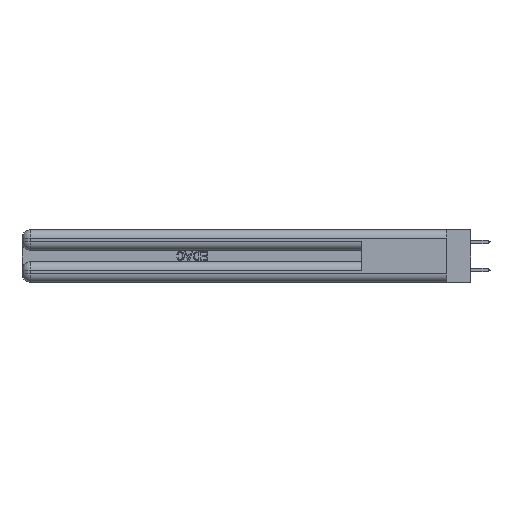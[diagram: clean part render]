
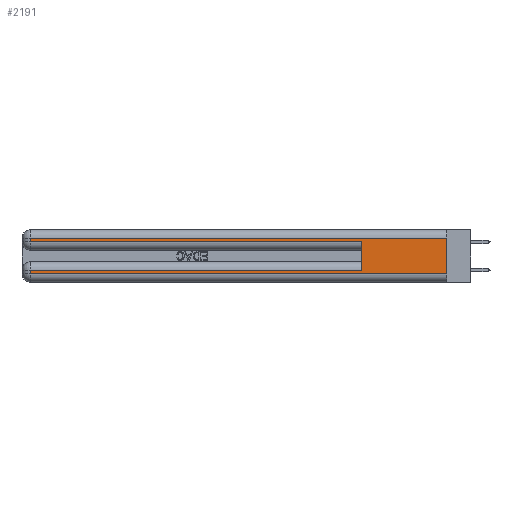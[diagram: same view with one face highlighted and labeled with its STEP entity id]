
A CAD part, left-side view. The second image highlights one B-rep face of the part: STEP entity #2191.
In plain terms, the highlighted planar face has unit normal (-1, 0, 0).
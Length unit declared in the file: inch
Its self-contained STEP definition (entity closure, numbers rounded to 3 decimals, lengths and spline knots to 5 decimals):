
#13 = VECTOR ( 'NONE', #46953, 39.37008 ) ;
#86 = EDGE_CURVE ( 'NONE', #9052, #26515, #12114, .T. ) ;
#804 = DIRECTION ( 'NONE',  ( 0., 0., -1. ) ) ;
#1338 = VERTEX_POINT ( 'NONE', #35487 ) ;
#1507 = CARTESIAN_POINT ( 'NONE',  ( 0., 0., 0.06 ) ) ;
#2013 = DIRECTION ( 'NONE',  ( 0., -1., 0. ) ) ;
#2191 = ADVANCED_FACE ( 'NONE', ( #11299 ), #35029, .F. ) ;
#2816 = LINE ( 'NONE', #35203, #21929 ) ;
#5526 = CARTESIAN_POINT ( 'NONE',  ( 0., 0., 0.285 ) ) ;
#5657 = EDGE_CURVE ( 'NONE', #26515, #6867, #38335, .T. ) ;
#6867 = VERTEX_POINT ( 'NONE', #17876 ) ;
#7976 = VERTEX_POINT ( 'NONE', #47087 ) ;
#8931 = CARTESIAN_POINT ( 'NONE',  ( 0., 0., 0.37 ) ) ;
#8991 = ORIENTED_EDGE ( 'NONE', *, *, #36859, .T. ) ;
#9052 = VERTEX_POINT ( 'NONE', #19009 ) ;
#10735 = EDGE_CURVE ( 'NONE', #7976, #1338, #31909, .T. ) ;
#10993 = AXIS2_PLACEMENT_3D ( 'NONE', #46487, #23644, #804 ) ;
#11299 = FACE_OUTER_BOUND ( 'NONE', #32756, .T. ) ;
#12114 = LINE ( 'NONE', #12532, #42542 ) ;
#12369 = CARTESIAN_POINT ( 'NONE',  ( 0., 2.94, 0.31 ) ) ;
#12532 = CARTESIAN_POINT ( 'NONE',  ( 0., 0., 0.085 ) ) ;
#12585 = DIRECTION ( 'NONE',  ( 0., 1., 0. ) ) ;
#12667 = ORIENTED_EDGE ( 'NONE', *, *, #86, .T. ) ;
#12849 = LINE ( 'NONE', #45683, #44478 ) ;
#13629 = EDGE_CURVE ( 'NONE', #27011, #7976, #12849, .T. ) ;
#15037 = CARTESIAN_POINT ( 'NONE',  ( 0., 0., 0.31 ) ) ;
#15991 = ORIENTED_EDGE ( 'NONE', *, *, #10735, .T. ) ;
#16311 = VECTOR ( 'NONE', #30200, 39.37008 ) ;
#17097 = CARTESIAN_POINT ( 'NONE',  ( 0., 2.94, 0.085 ) ) ;
#17615 = ORIENTED_EDGE ( 'NONE', *, *, #44712, .F. ) ;
#17876 = CARTESIAN_POINT ( 'NONE',  ( 0., 2.94, 0.06 ) ) ;
#18674 = DIRECTION ( 'NONE',  ( 0., 0., -1. ) ) ;
#19009 = CARTESIAN_POINT ( 'NONE',  ( 0., 0.6, 0.085 ) ) ;
#19047 = DIRECTION ( 'NONE',  ( 0., 0., -1. ) ) ;
#19181 = EDGE_CURVE ( 'NONE', #6867, #22962, #2816, .T. ) ;
#21765 = VECTOR ( 'NONE', #2013, 39.37008 ) ;
#21929 = VECTOR ( 'NONE', #35532, 39.37008 ) ;
#22108 = ORIENTED_EDGE ( 'NONE', *, *, #5657, .T. ) ;
#22962 = VERTEX_POINT ( 'NONE', #1507 ) ;
#23644 = DIRECTION ( 'NONE',  ( 1., 0., 0. ) ) ;
#26515 = VERTEX_POINT ( 'NONE', #17097 ) ;
#26987 = VECTOR ( 'NONE', #18674, 39.37008 ) ;
#27011 = VERTEX_POINT ( 'NONE', #12369 ) ;
#28051 = LINE ( 'NONE', #8931, #13 ) ;
#30200 = DIRECTION ( 'NONE',  ( 0., 0., 1. ) ) ;
#31758 = ORIENTED_EDGE ( 'NONE', *, *, #19181, .T. ) ;
#31909 = LINE ( 'NONE', #5526, #21765 ) ;
#31981 = EDGE_CURVE ( 'NONE', #44097, #22962, #28051, .T. ) ;
#32756 = EDGE_LOOP ( 'NONE', ( #35790, #8991, #47438, #15991, #17615, #12667, #22108, #31758 ) ) ;
#33994 = CARTESIAN_POINT ( 'NONE',  ( 0., 2.94, 0.37 ) ) ;
#35029 = PLANE ( 'NONE',  #10993 ) ;
#35203 = CARTESIAN_POINT ( 'NONE',  ( 0., 0., 0.06 ) ) ;
#35487 = CARTESIAN_POINT ( 'NONE',  ( 0., 0.6, 0.285 ) ) ;
#35532 = DIRECTION ( 'NONE',  ( 0., -1., 0. ) ) ;
#35790 = ORIENTED_EDGE ( 'NONE', *, *, #31981, .F. ) ;
#36597 = LINE ( 'NONE', #41658, #16311 ) ;
#36859 = EDGE_CURVE ( 'NONE', #44097, #27011, #37786, .T. ) ;
#37786 = LINE ( 'NONE', #39259, #47915 ) ;
#38335 = LINE ( 'NONE', #33994, #26987 ) ;
#39259 = CARTESIAN_POINT ( 'NONE',  ( 0., 0., 0.31 ) ) ;
#41658 = CARTESIAN_POINT ( 'NONE',  ( 0., 0.6, 0.145 ) ) ;
#42542 = VECTOR ( 'NONE', #43057, 39.37008 ) ;
#43057 = DIRECTION ( 'NONE',  ( 0., 1., 0. ) ) ;
#44097 = VERTEX_POINT ( 'NONE', #15037 ) ;
#44478 = VECTOR ( 'NONE', #19047, 39.37008 ) ;
#44712 = EDGE_CURVE ( 'NONE', #9052, #1338, #36597, .T. ) ;
#45683 = CARTESIAN_POINT ( 'NONE',  ( 0., 2.94, 0.37 ) ) ;
#46487 = CARTESIAN_POINT ( 'NONE',  ( 0., 0., 0.37 ) ) ;
#46953 = DIRECTION ( 'NONE',  ( 0., 0., -1. ) ) ;
#47087 = CARTESIAN_POINT ( 'NONE',  ( 0., 2.94, 0.285 ) ) ;
#47438 = ORIENTED_EDGE ( 'NONE', *, *, #13629, .T. ) ;
#47915 = VECTOR ( 'NONE', #12585, 39.37008 ) ;
